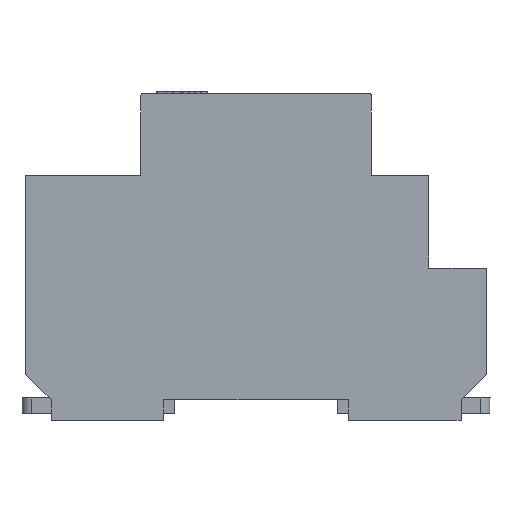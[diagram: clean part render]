
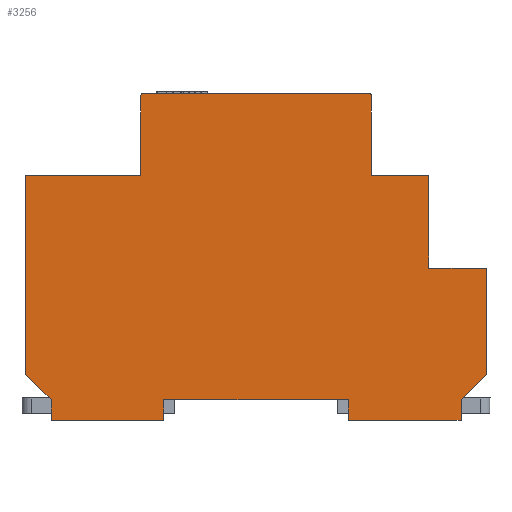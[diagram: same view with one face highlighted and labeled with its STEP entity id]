
A CAD part, left-side view. The second image highlights one B-rep face of the part: STEP entity #3256.
In plain terms, the highlighted planar face has unit normal (-1, 0, 0).
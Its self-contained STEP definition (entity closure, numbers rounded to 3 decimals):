
#124=DIRECTION('',(0.,1.,0.));
#125=VECTOR('',#124,36.);
#126=CARTESIAN_POINT('',(226.67,-149.197,83.421));
#127=LINE('',#126,#125);
#177=DIRECTION('',(0.,-1.,0.));
#178=VECTOR('',#177,11.25);
#179=CARTESIAN_POINT('',(226.67,-164.897,109.121));
#180=LINE('',#179,#178);
#212=DIRECTION('',(0.,0.,-1.));
#213=VECTOR('',#212,20.75);
#214=CARTESIAN_POINT('',(226.67,-176.147,109.121));
#215=LINE('',#214,#213);
#724=DIRECTION('',(0.,0.,-1.));
#725=VECTOR('',#724,4.);
#726=CARTESIAN_POINT('',(226.67,-171.197,83.421));
#727=LINE('',#726,#725);
#745=DIRECTION('',(0.,1.,0.));
#746=VECTOR('',#745,22.);
#747=CARTESIAN_POINT('',(226.67,-171.197,79.421));
#748=LINE('',#747,#746);
#769=DIRECTION('',(0.,0.,1.));
#770=VECTOR('',#769,4.);
#771=CARTESIAN_POINT('',(226.67,-149.197,79.421));
#772=LINE('',#771,#770);
#776=DIRECTION('',(0.,-0.707,0.707));
#777=VECTOR('',#776,7.);
#778=CARTESIAN_POINT('',(226.67,-171.197,83.421));
#779=LINE('',#778,#777);
#783=DIRECTION('',(0.,-0.707,-0.707));
#784=VECTOR('',#783,7.);
#785=CARTESIAN_POINT('',(226.67,-86.248,88.371));
#786=LINE('',#785,#784);
#790=CARTESIAN_POINT('',(226.67,-109.197,142.721));
#791=DIRECTION('',(-1.,0.,0.));
#792=DIRECTION('',(0.,0.,1.));
#793=AXIS2_PLACEMENT_3D('',#790,#791,#792);
#798=CARTESIAN_POINT('',(226.67,-153.197,142.721));
#799=DIRECTION('',(-1.,0.,0.));
#800=DIRECTION('',(0.,-1.,0.));
#801=AXIS2_PLACEMENT_3D('',#798,#799,#800);
#822=DIRECTION('',(0.,-1.,0.));
#823=VECTOR('',#822,11.2);
#824=CARTESIAN_POINT('',(226.67,-153.697,127.221));
#825=LINE('',#824,#823);
#857=DIRECTION('',(0.,0.,-1.));
#858=VECTOR('',#857,18.1);
#859=CARTESIAN_POINT('',(226.67,-164.897,127.221));
#860=LINE('',#859,#858);
#1378=DIRECTION('',(0.,0.,-1.));
#1379=VECTOR('',#1378,15.5);
#1380=CARTESIAN_POINT('',(226.67,-153.697,142.721));
#1381=LINE('',#1380,#1379);
#1406=DIRECTION('',(0.,-1.,0.));
#1407=VECTOR('',#1406,44.);
#1408=CARTESIAN_POINT('',(226.67,-109.197,143.221));
#1409=LINE('',#1408,#1407);
#1434=DIRECTION('',(0.,0.,1.));
#1435=VECTOR('',#1434,15.5);
#1436=CARTESIAN_POINT('',(226.67,-108.697,127.221));
#1437=LINE('',#1436,#1435);
#1462=DIRECTION('',(0.,-1.,0.));
#1463=VECTOR('',#1462,22.45);
#1464=CARTESIAN_POINT('',(226.67,-86.248,127.221));
#1465=LINE('',#1464,#1463);
#1476=DIRECTION('',(0.,0.,1.));
#1477=VECTOR('',#1476,38.85);
#1478=CARTESIAN_POINT('',(226.67,-86.248,88.371));
#1479=LINE('',#1478,#1477);
#1549=DIRECTION('',(0.,0.,1.));
#1550=VECTOR('',#1549,4.);
#1551=CARTESIAN_POINT('',(226.67,-91.197,79.421));
#1552=LINE('',#1551,#1550);
#1570=DIRECTION('',(0.,1.,0.));
#1571=VECTOR('',#1570,22.);
#1572=CARTESIAN_POINT('',(226.67,-113.197,79.421));
#1573=LINE('',#1572,#1571);
#1601=DIRECTION('',(0.,0.,-1.));
#1602=VECTOR('',#1601,4.);
#1603=CARTESIAN_POINT('',(226.67,-113.197,83.421));
#1604=LINE('',#1603,#1602);
#2002=CARTESIAN_POINT('',(226.67,-164.897,127.221));
#2003=VERTEX_POINT('',#2002);
#2004=CARTESIAN_POINT('',(226.67,-164.897,109.121));
#2005=VERTEX_POINT('',#2004);
#2024=CARTESIAN_POINT('',(226.67,-153.697,127.221));
#2025=VERTEX_POINT('',#2024);
#2090=CARTESIAN_POINT('',(226.67,-153.697,142.721));
#2091=VERTEX_POINT('',#2090);
#2092=CARTESIAN_POINT('',(226.67,-153.197,143.221));
#2093=VERTEX_POINT('',#2092);
#2094=CARTESIAN_POINT('',(226.67,-109.197,143.221));
#2095=VERTEX_POINT('',#2094);
#2096=CARTESIAN_POINT('',(226.67,-108.697,142.721));
#2097=VERTEX_POINT('',#2096);
#2098=CARTESIAN_POINT('',(226.67,-108.697,127.221));
#2099=VERTEX_POINT('',#2098);
#2100=CARTESIAN_POINT('',(226.67,-86.248,127.221));
#2101=VERTEX_POINT('',#2100);
#2102=CARTESIAN_POINT('',(226.67,-86.248,88.371));
#2103=VERTEX_POINT('',#2102);
#2104=CARTESIAN_POINT('',(226.67,-91.197,83.421));
#2105=VERTEX_POINT('',#2104);
#2106=CARTESIAN_POINT('',(226.67,-91.197,79.421));
#2107=VERTEX_POINT('',#2106);
#2108=CARTESIAN_POINT('',(226.67,-113.197,79.421));
#2109=VERTEX_POINT('',#2108);
#2110=CARTESIAN_POINT('',(226.67,-113.197,83.421));
#2111=VERTEX_POINT('',#2110);
#2112=CARTESIAN_POINT('',(226.67,-149.197,83.421));
#2113=VERTEX_POINT('',#2112);
#2114=CARTESIAN_POINT('',(226.67,-149.197,79.421));
#2115=VERTEX_POINT('',#2114);
#2116=CARTESIAN_POINT('',(226.67,-171.197,79.421));
#2117=VERTEX_POINT('',#2116);
#2118=CARTESIAN_POINT('',(226.67,-171.197,83.421));
#2119=VERTEX_POINT('',#2118);
#2120=CARTESIAN_POINT('',(226.67,-176.147,88.371));
#2121=VERTEX_POINT('',#2120);
#2122=CARTESIAN_POINT('',(226.67,-176.147,109.121));
#2123=VERTEX_POINT('',#2122);
#3216=CARTESIAN_POINT('',(226.67,-164.395,123.819));
#3217=DIRECTION('',(1.,0.,0.));
#3218=DIRECTION('',(0.,0.,-1.));
#3219=AXIS2_PLACEMENT_3D('',#3216,#3217,#3218);
#3220=PLANE('',#3219);
#3222=ORIENTED_EDGE('',*,*,#3221,.T.);
#3224=ORIENTED_EDGE('',*,*,#3223,.T.);
#3225=ORIENTED_EDGE('',*,*,#2496,.T.);
#3226=ORIENTED_EDGE('',*,*,#2524,.T.);
#3227=ORIENTED_EDGE('',*,*,#2866,.F.);
#3228=ORIENTED_EDGE('',*,*,#3160,.T.);
#3229=ORIENTED_EDGE('',*,*,#3181,.T.);
#3230=ORIENTED_EDGE('',*,*,#3204,.T.);
#3231=ORIENTED_EDGE('',*,*,#2402,.T.);
#3233=ORIENTED_EDGE('',*,*,#3232,.T.);
#3235=ORIENTED_EDGE('',*,*,#3234,.T.);
#3237=ORIENTED_EDGE('',*,*,#3236,.T.);
#3239=ORIENTED_EDGE('',*,*,#3238,.F.);
#3241=ORIENTED_EDGE('',*,*,#3240,.T.);
#3243=ORIENTED_EDGE('',*,*,#3242,.T.);
#3245=ORIENTED_EDGE('',*,*,#3244,.T.);
#3247=ORIENTED_EDGE('',*,*,#3246,.F.);
#3249=ORIENTED_EDGE('',*,*,#3248,.T.);
#3251=ORIENTED_EDGE('',*,*,#3250,.F.);
#3253=ORIENTED_EDGE('',*,*,#3252,.T.);
#3254=EDGE_LOOP('',(#3222,#3224,#3225,#3226,#3227,#3228,#3229,#3230,#3231,#3233,
#3235,#3237,#3239,#3241,#3243,#3245,#3247,#3249,#3251,#3253));
#3255=FACE_OUTER_BOUND('',#3254,.F.);
#794=CIRCLE('',#793,0.5);
#802=CIRCLE('',#801,0.5);
#2402=EDGE_CURVE('',#2113,#2111,#127,.T.);
#2496=EDGE_CURVE('',#2005,#2123,#180,.T.);
#2524=EDGE_CURVE('',#2123,#2121,#215,.T.);
#2866=EDGE_CURVE('',#2119,#2121,#779,.T.);
#3160=EDGE_CURVE('',#2119,#2117,#727,.T.);
#3181=EDGE_CURVE('',#2117,#2115,#748,.T.);
#3204=EDGE_CURVE('',#2115,#2113,#772,.T.);
#3221=EDGE_CURVE('',#2025,#2003,#825,.T.);
#3223=EDGE_CURVE('',#2003,#2005,#860,.T.);
#3232=EDGE_CURVE('',#2111,#2109,#1604,.T.);
#3234=EDGE_CURVE('',#2109,#2107,#1573,.T.);
#3236=EDGE_CURVE('',#2107,#2105,#1552,.T.);
#3238=EDGE_CURVE('',#2103,#2105,#786,.T.);
#3240=EDGE_CURVE('',#2103,#2101,#1479,.T.);
#3242=EDGE_CURVE('',#2101,#2099,#1465,.T.);
#3244=EDGE_CURVE('',#2099,#2097,#1437,.T.);
#3246=EDGE_CURVE('',#2095,#2097,#794,.T.);
#3248=EDGE_CURVE('',#2095,#2093,#1409,.T.);
#3250=EDGE_CURVE('',#2091,#2093,#802,.T.);
#3252=EDGE_CURVE('',#2091,#2025,#1381,.T.);
#3256=ADVANCED_FACE('',(#3255),#3220,.F.);
